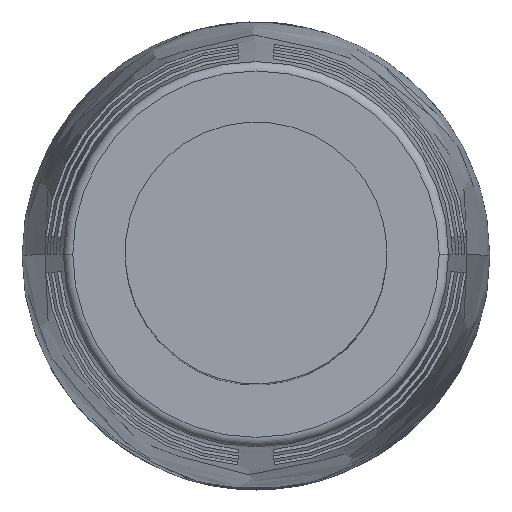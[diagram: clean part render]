
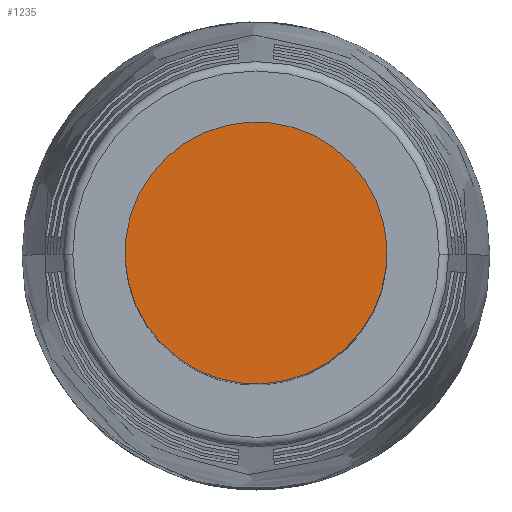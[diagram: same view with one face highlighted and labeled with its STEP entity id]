
A CAD part, top view. The second image highlights one B-rep face of the part: STEP entity #1235.
In plain terms, the highlighted planar face has unit normal (0, 0, 1).
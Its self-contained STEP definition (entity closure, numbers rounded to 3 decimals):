
#815=PLANE('',#7275);
#1235=ADVANCED_FACE('',(#1712),#815,.T.);
#1712=FACE_OUTER_BOUND('',#2126,.T.);
#2126=EDGE_LOOP('',(#4265,#4266));
#2145=CIRCLE('',#6762,2.8);
#2147=CIRCLE('',#6765,2.8);
#4265=ORIENTED_EDGE('',*,*,#5023,.F.);
#4266=ORIENTED_EDGE('',*,*,#5020,.F.);
#4356=VERTEX_POINT('',#8779);
#4357=VERTEX_POINT('',#8781);
#5020=EDGE_CURVE('',#4356,#4357,#2145,.T.);
#5023=EDGE_CURVE('',#4357,#4356,#2147,.T.);
#6762=AXIS2_PLACEMENT_3D('',#8780,#7314,#7315);
#6765=AXIS2_PLACEMENT_3D('',#8786,#7321,#7322);
#7275=AXIS2_PLACEMENT_3D('',#13281,#8683,#8684);
#7314=DIRECTION('',(0.,0.,-1.));
#7315=DIRECTION('',(1.,0.,0.));
#7321=DIRECTION('',(0.,0.,-1.));
#7322=DIRECTION('',(1.,0.,0.));
#8683=DIRECTION('',(0.,0.,1.));
#8684=DIRECTION('',(1.,0.,0.));
#8779=CARTESIAN_POINT('',(-0.174,2.795,53.25));
#8780=CARTESIAN_POINT('',(0.,0.,53.25));
#8781=CARTESIAN_POINT('',(0.174,-2.795,53.25));
#8786=CARTESIAN_POINT('',(0.,0.,53.25));
#13281=CARTESIAN_POINT('',(0.,0.,53.25));
